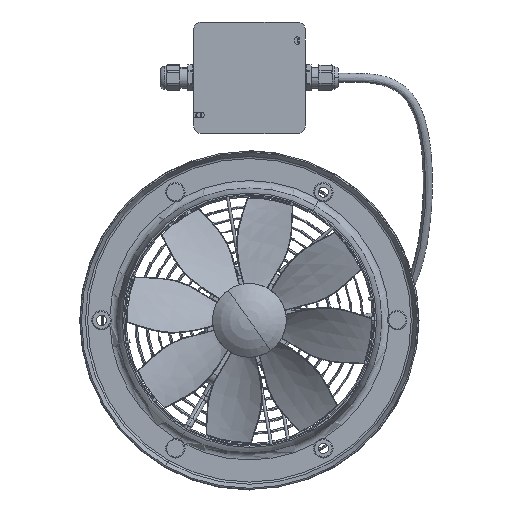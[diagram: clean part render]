
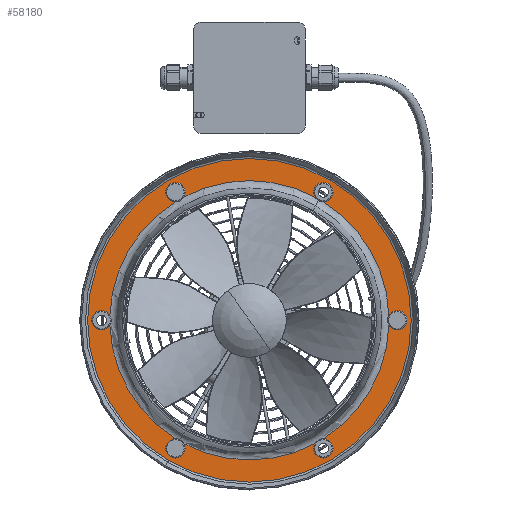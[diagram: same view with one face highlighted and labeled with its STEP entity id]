
A CAD part, left-side view. The second image highlights one B-rep face of the part: STEP entity #58180.
In plain terms, the highlighted face is planar.
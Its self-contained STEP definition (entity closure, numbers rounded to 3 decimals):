
#56650=CARTESIAN_POINT('',(503.157,290.318,0.));
#56660=DIRECTION('',(-1.,0.,0.));
#56670=DIRECTION('',(0.,1.,0.));
#56680=AXIS2_PLACEMENT_3D('',#56650,#56660,#56670);
#56690=PLANE('',#56680);
#56700=CARTESIAN_POINT('',(503.157,123.402,0.));
#56710=DIRECTION('',(-1.,0.,0.));
#56720=DIRECTION('',(0.,1.,0.));
#56730=AXIS2_PLACEMENT_3D('',#56700,#56710,#56720);
#56740=CIRCLE('',#56730,167.35);
#56750=CARTESIAN_POINT('',(503.157,290.752,0.));
#56760=VERTEX_POINT('',#56750);
#56770=CARTESIAN_POINT('',(503.157,-43.948,0.));
#56780=VERTEX_POINT('',#56770);
#56790=EDGE_CURVE('',#56760,#56780,#56740,.T.);
#56800=ORIENTED_EDGE('',*,*,#56790,.T.);
#56810=EDGE_CURVE('',#56780,#56760,#56740,.T.);
#56820=ORIENTED_EDGE('',*,*,#56810,.T.);
#56830=EDGE_LOOP('',(#56820,#56800));
#56840=FACE_OUTER_BOUND('',#56830,.T.);
#56850=CARTESIAN_POINT('',(503.157,46.902,
132.502));
#56860=DIRECTION('',(1.,0.,0.));
#56870=DIRECTION('',(0.,0.866,0.5));
#56880=AXIS2_PLACEMENT_3D('',#56850,#56860,#56870);
#56890=CIRCLE('',#56880,10.);
#56900=CARTESIAN_POINT('',(503.157,38.242,
127.502));
#56910=VERTEX_POINT('',#56900);
#56920=CARTESIAN_POINT('',(503.157,46.898,
122.502));
#56930=VERTEX_POINT('',#56920);
#56940=EDGE_CURVE('',#56910,#56930,#56890,.T.);
#56950=ORIENTED_EDGE('',*,*,#56940,.T.);
#56960=CARTESIAN_POINT('',(503.157,55.562,
137.502));
#56970=VERTEX_POINT('',#56960);
#56980=EDGE_CURVE('',#56970,#56910,#56890,.T.);
#56990=ORIENTED_EDGE('',*,*,#56980,.T.);
#57000=CARTESIAN_POINT('',(503.157,55.564,
127.506));
#57010=VERTEX_POINT('',#57000);
#57020=EDGE_CURVE('',#57010,#56970,#56890,.T.);
#57030=ORIENTED_EDGE('',*,*,#57020,.T.);
#57040=CARTESIAN_POINT('',(503.157,123.402,0.));
#57050=DIRECTION('',(1.,0.,0.));
#57060=DIRECTION('',(0.,1.,0.));
#57070=AXIS2_PLACEMENT_3D('',#57040,#57050,#57060);
#57080=CIRCLE('',#57070,144.429);
#57090=CARTESIAN_POINT('',(503.157,191.24,
127.506));
#57100=VERTEX_POINT('',#57090);
#57110=EDGE_CURVE('',#57100,#57010,#57080,.T.);
#57120=ORIENTED_EDGE('',*,*,#57110,.T.);
#57130=CARTESIAN_POINT('',(503.157,199.902,
132.502));
#57140=DIRECTION('',(1.,0.,0.));
#57150=DIRECTION('',(0.,-0.866,
0.5));
#57160=AXIS2_PLACEMENT_3D('',#57130,#57140,#57150);
#57170=CIRCLE('',#57160,10.);
#57180=CARTESIAN_POINT('',(503.157,191.242,
137.502));
#57190=VERTEX_POINT('',#57180);
#57200=EDGE_CURVE('',#57190,#57100,#57170,.T.);
#57210=ORIENTED_EDGE('',*,*,#57200,.T.);
#57220=CARTESIAN_POINT('',(503.157,208.562,
127.502));
#57230=VERTEX_POINT('',#57220);
#57240=EDGE_CURVE('',#57230,#57190,#57170,.T.);
#57250=ORIENTED_EDGE('',*,*,#57240,.T.);
#57260=CARTESIAN_POINT('',(503.157,199.906,
122.502));
#57270=VERTEX_POINT('',#57260);
#57280=EDGE_CURVE('',#57270,#57230,#57170,.T.);
#57290=ORIENTED_EDGE('',*,*,#57280,.T.);
#57300=CARTESIAN_POINT('',(503.157,267.744,
5.004));
#57310=VERTEX_POINT('',#57300);
#57320=EDGE_CURVE('',#57310,#57270,#57080,.T.);
#57330=ORIENTED_EDGE('',*,*,#57320,.T.);
#57340=CARTESIAN_POINT('',(503.157,276.402,
0.));
#57350=DIRECTION('',(1.,0.,0.));
#57360=DIRECTION('',(0.,0.,-1.));
#57370=AXIS2_PLACEMENT_3D('',#57340,#57350,#57360);
#57380=CIRCLE('',#57370,10.);
#57390=CARTESIAN_POINT('',(503.157,276.402,
10.));
#57400=VERTEX_POINT('',#57390);
#57410=EDGE_CURVE('',#57400,#57310,#57380,.T.);
#57420=ORIENTED_EDGE('',*,*,#57410,.T.);
#57430=CARTESIAN_POINT('',(503.157,276.402,
-10.));
#57440=VERTEX_POINT('',#57430);
#57450=EDGE_CURVE('',#57440,#57400,#57380,.T.);
#57460=ORIENTED_EDGE('',*,*,#57450,.T.);
#57470=CARTESIAN_POINT('',(503.157,267.744,
-5.004));
#57480=VERTEX_POINT('',#57470);
#57490=EDGE_CURVE('',#57480,#57440,#57380,.T.);
#57500=ORIENTED_EDGE('',*,*,#57490,.T.);
#57510=CARTESIAN_POINT('',(503.157,199.906,
-122.502));
#57520=VERTEX_POINT('',#57510);
#57530=EDGE_CURVE('',#57520,#57480,#57080,.T.);
#57540=ORIENTED_EDGE('',*,*,#57530,.T.);
#57550=CARTESIAN_POINT('',(503.157,199.902,
-132.502));
#57560=DIRECTION('',(1.,0.,0.));
#57570=DIRECTION('',(0.,0.866,0.5));
#57580=AXIS2_PLACEMENT_3D('',#57550,#57560,#57570);
#57590=CIRCLE('',#57580,10.);
#57600=CARTESIAN_POINT('',(503.157,208.562,
-127.502));
#57610=VERTEX_POINT('',#57600);
#57620=EDGE_CURVE('',#57610,#57520,#57590,.T.);
#57630=ORIENTED_EDGE('',*,*,#57620,.T.);
#57640=CARTESIAN_POINT('',(503.157,191.242,
-137.502));
#57650=VERTEX_POINT('',#57640);
#57660=EDGE_CURVE('',#57650,#57610,#57590,.T.);
#57670=ORIENTED_EDGE('',*,*,#57660,.T.);
#57680=CARTESIAN_POINT('',(503.157,191.24,
-127.506));
#57690=VERTEX_POINT('',#57680);
#57700=EDGE_CURVE('',#57690,#57650,#57590,.T.);
#57710=ORIENTED_EDGE('',*,*,#57700,.T.);
#57720=CARTESIAN_POINT('',(503.157,55.564,
-127.506));
#57730=VERTEX_POINT('',#57720);
#57740=EDGE_CURVE('',#57730,#57690,#57080,.T.);
#57750=ORIENTED_EDGE('',*,*,#57740,.T.);
#57760=CARTESIAN_POINT('',(503.157,46.902,
-132.502));
#57770=DIRECTION('',(1.,0.,0.));
#57780=DIRECTION('',(0.,-0.866,
0.5));
#57790=AXIS2_PLACEMENT_3D('',#57760,#57770,#57780);
#57800=CIRCLE('',#57790,10.);
#57810=CARTESIAN_POINT('',(503.157,55.562,
-137.502));
#57820=VERTEX_POINT('',#57810);
#57830=EDGE_CURVE('',#57820,#57730,#57800,.T.);
#57840=ORIENTED_EDGE('',*,*,#57830,.T.);
#57850=CARTESIAN_POINT('',(503.157,38.242,
-127.502));
#57860=VERTEX_POINT('',#57850);
#57870=EDGE_CURVE('',#57860,#57820,#57800,.T.);
#57880=ORIENTED_EDGE('',*,*,#57870,.T.);
#57890=CARTESIAN_POINT('',(503.157,46.898,
-122.502));
#57900=VERTEX_POINT('',#57890);
#57910=EDGE_CURVE('',#57900,#57860,#57800,.T.);
#57920=ORIENTED_EDGE('',*,*,#57910,.T.);
#57930=CARTESIAN_POINT('',(503.157,-20.94,
-5.004));
#57940=VERTEX_POINT('',#57930);
#57950=EDGE_CURVE('',#57940,#57900,#57080,.T.);
#57960=ORIENTED_EDGE('',*,*,#57950,.T.);
#57970=CARTESIAN_POINT('',(503.157,-29.598,
0.));
#57980=DIRECTION('',(1.,0.,0.));
#57990=DIRECTION('',(0.,0.,-1.));
#58000=AXIS2_PLACEMENT_3D('',#57970,#57980,#57990);
#58010=CIRCLE('',#58000,10.);
#58020=CARTESIAN_POINT('',(503.157,-29.598,
-10.));
#58030=VERTEX_POINT('',#58020);
#58040=EDGE_CURVE('',#58030,#57940,#58010,.T.);
#58050=ORIENTED_EDGE('',*,*,#58040,.T.);
#58060=CARTESIAN_POINT('',(503.157,-29.598,
10.));
#58070=VERTEX_POINT('',#58060);
#58080=EDGE_CURVE('',#58070,#58030,#58010,.T.);
#58090=ORIENTED_EDGE('',*,*,#58080,.T.);
#58100=CARTESIAN_POINT('',(503.157,-20.94,
5.004));
#58110=VERTEX_POINT('',#58100);
#58120=EDGE_CURVE('',#58110,#58070,#58010,.T.);
#58130=ORIENTED_EDGE('',*,*,#58120,.T.);
#58140=EDGE_CURVE('',#56930,#58110,#57080,.T.);
#58150=ORIENTED_EDGE('',*,*,#58140,.T.);
#58160=EDGE_LOOP('',(#58150,#58130,#58090,#58050,#57960,#57920,#57880,
#57840,#57750,#57710,#57670,#57630,#57540,#57500,#57460,#57420,#57330,
#57290,#57250,#57210,#57120,#57030,#56990,#56950));
#58170=FACE_BOUND('',#58160,.T.);
#58180=ADVANCED_FACE('',(#56840,#58170),#56690,.T.);
